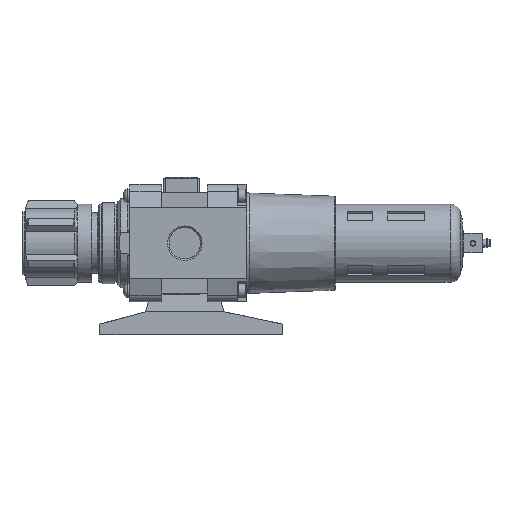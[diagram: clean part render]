
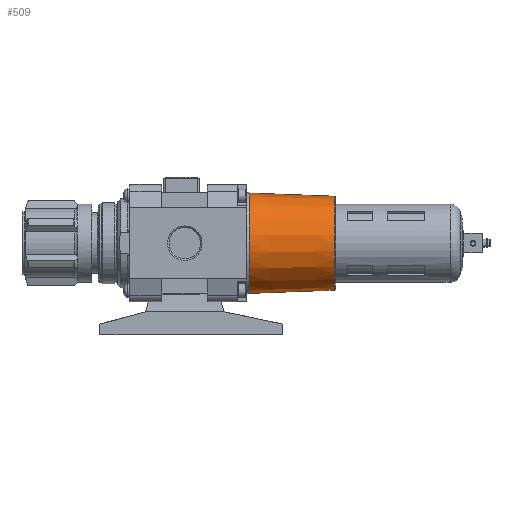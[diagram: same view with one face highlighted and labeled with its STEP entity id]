
A CAD part, left-side view. The second image highlights one B-rep face of the part: STEP entity #509.
In plain terms, the highlighted conical face has half-angle 2.106 degrees and reference radius 38.429 mm.
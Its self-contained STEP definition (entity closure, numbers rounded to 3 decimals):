
#509 = ADVANCED_FACE( '', ( #1764, #1765 ), #1766, .T. );
#1764 = FACE_BOUND( '', #3688, .T. );
#1765 = FACE_OUTER_BOUND( '', #3689, .T. );
#1766 = CONICAL_SURFACE( '', #3690, 38.429, 0.037 );
#3688 = EDGE_LOOP( '', ( #7157 ) );
#3689 = EDGE_LOOP( '', ( #7158 ) );
#3690 = AXIS2_PLACEMENT_3D( '', #7159, #7160, #7161 );
#7157 = ORIENTED_EDGE( '', *, *, #12126, .F. );
#7158 = ORIENTED_EDGE( '', *, *, #12127, .T. );
#7159 = CARTESIAN_POINT( '', ( 0., -49.227, 0. ) );
#7160 = DIRECTION( '', ( 0., 1., 0. ) );
#7161 = DIRECTION( '', ( 0., 0., 1. ) );
#12126 = EDGE_CURVE( '', #14610, #14610, #14611, .T. );
#12127 = EDGE_CURVE( '', #14612, #14612, #14613, .T. );
#14610 = VERTEX_POINT( '', #18803 );
#14611 = CIRCLE( '', #18804, 36.035 );
#14612 = VERTEX_POINT( '', #18805 );
#14613 = CIRCLE( '', #18806, 38.429 );
#18803 = CARTESIAN_POINT( '', ( 0., -114.337, -36.035 ) );
#18804 = AXIS2_PLACEMENT_3D( '', #23501, #23502, #23503 );
#18805 = CARTESIAN_POINT( '', ( 0., -49.227, -38.429 ) );
#18806 = AXIS2_PLACEMENT_3D( '', #23504, #23505, #23506 );
#23501 = CARTESIAN_POINT( '', ( 0., -114.337, 0. ) );
#23502 = DIRECTION( '', ( 0., -1., 0. ) );
#23503 = DIRECTION( '', ( 0., 0., -1. ) );
#23504 = CARTESIAN_POINT( '', ( 0., -49.227, 0. ) );
#23505 = DIRECTION( '', ( 0., -1., 0. ) );
#23506 = DIRECTION( '', ( 0., 0., -1. ) );
